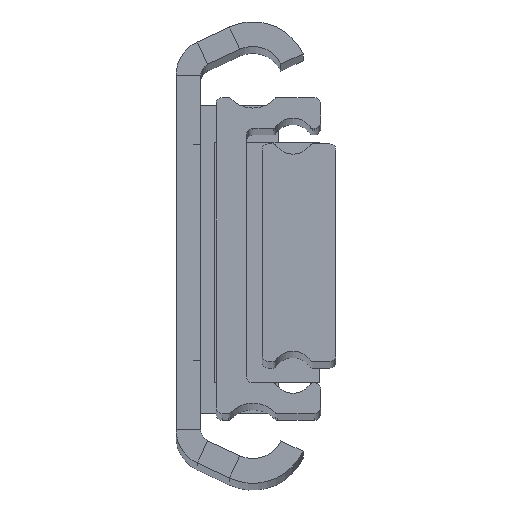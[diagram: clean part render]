
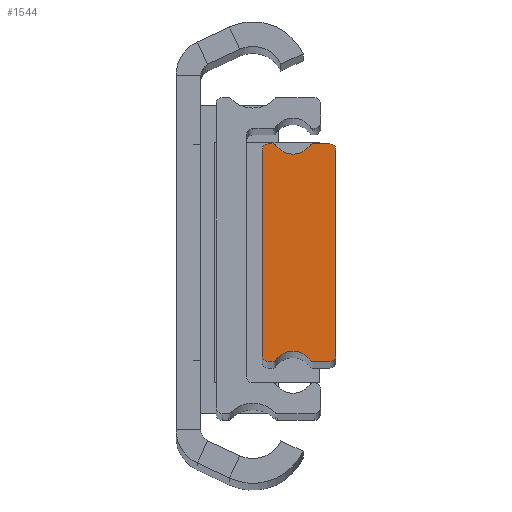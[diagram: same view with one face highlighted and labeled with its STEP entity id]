
A CAD part, top view. The second image highlights one B-rep face of the part: STEP entity #1544.
In plain terms, the highlighted planar face has unit normal (0, 0, 1).
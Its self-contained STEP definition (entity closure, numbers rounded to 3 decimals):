
#1 = DIRECTION ( 'NONE',  ( -1., 0., 0. ) ) ;
#132 = ORIENTED_EDGE ( 'NONE', *, *, #4838, .T. ) ;
#202 = CIRCLE ( 'NONE', #5123, 0.5 ) ;
#218 = DIRECTION ( 'NONE',  ( 0., 0., 1. ) ) ;
#286 = VECTOR ( 'NONE', #3223, 1000. ) ;
#323 = CARTESIAN_POINT ( 'NONE',  ( -12., 16.688, 0. ) ) ;
#324 = CARTESIAN_POINT ( 'NONE',  ( -4.208, 17.473, 0. ) ) ;
#372 = EDGE_CURVE ( 'NONE', #907, #2457, #1158, .T. ) ;
#390 = VECTOR ( 'NONE', #1104, 1000. ) ;
#396 = DIRECTION ( 'NONE',  ( 1., 0., 0. ) ) ;
#428 = DIRECTION ( 'NONE',  ( 0., 0., -1. ) ) ;
#434 = VECTOR ( 'NONE', #3133, 1000. ) ;
#439 = DIRECTION ( 'NONE',  ( 0., 0., 1. ) ) ;
#451 = DIRECTION ( 'NONE',  ( 0., 0., 1. ) ) ;
#582 = CARTESIAN_POINT ( 'NONE',  ( -1., 16.688, 0. ) ) ;
#609 = CIRCLE ( 'NONE', #2390, 1. ) ;
#654 = CARTESIAN_POINT ( 'NONE',  ( -3.797, -17.188, 0. ) ) ;
#704 = ORIENTED_EDGE ( 'NONE', *, *, #3432, .T. ) ;
#747 = CARTESIAN_POINT ( 'NONE',  ( -3.797, -17.688, 0. ) ) ;
#765 = CARTESIAN_POINT ( 'NONE',  ( -1., -16.688, 0. ) ) ;
#777 = CIRCLE ( 'NONE', #1471, 1. ) ;
#872 = VECTOR ( 'NONE', #2493, 1000. ) ;
#907 = VERTEX_POINT ( 'NONE', #4926 ) ;
#932 = AXIS2_PLACEMENT_3D ( 'NONE', #654, #4269, #2244 ) ;
#990 = DIRECTION ( 'NONE',  ( 1., 0., 0. ) ) ;
#1003 = CARTESIAN_POINT ( 'NONE',  ( 0., -16.688, 0. ) ) ;
#1032 = ORIENTED_EDGE ( 'NONE', *, *, #1804, .T. ) ;
#1093 = CARTESIAN_POINT ( 'NONE',  ( -12., -16.687, 0. ) ) ;
#1104 = DIRECTION ( 'NONE',  ( -1., 0., 0. ) ) ;
#1129 = CARTESIAN_POINT ( 'NONE',  ( -10.203, -17.688, 0. ) ) ;
#1158 = LINE ( 'NONE', #5216, #390 ) ;
#1174 = DIRECTION ( 'NONE',  ( 0., 0., 1. ) ) ;
#1191 = AXIS2_PLACEMENT_3D ( 'NONE', #2488, #439, #2144 ) ;
#1267 = LINE ( 'NONE', #3353, #872 ) ;
#1333 = CARTESIAN_POINT ( 'NONE',  ( -3.797, -17.688, 0. ) ) ;
#1363 = CARTESIAN_POINT ( 'NONE',  ( -3.797, 17.688, 0. ) ) ;
#1447 = DIRECTION ( 'NONE',  ( 1., 0., 0. ) ) ;
#1471 = AXIS2_PLACEMENT_3D ( 'NONE', #2916, #4054, #2937 ) ;
#1519 = EDGE_CURVE ( 'NONE', #2826, #5089, #3933, .T. ) ;
#1544 = ADVANCED_FACE ( 'NONE', ( #2859 ), #5231, .T. ) ;
#1546 = AXIS2_PLACEMENT_3D ( 'NONE', #3190, #1174, #3632 ) ;
#1572 = ORIENTED_EDGE ( 'NONE', *, *, #2394, .T. ) ;
#1600 = VERTEX_POINT ( 'NONE', #4856 ) ;
#1691 = EDGE_CURVE ( 'NONE', #1869, #3019, #202, .T. ) ;
#1762 = DIRECTION ( 'NONE',  ( 0., 0., 1. ) ) ;
#1804 = EDGE_CURVE ( 'NONE', #1895, #2344, #3673, .T. ) ;
#1869 = VERTEX_POINT ( 'NONE', #1129 ) ;
#1895 = VERTEX_POINT ( 'NONE', #323 ) ;
#1910 = CARTESIAN_POINT ( 'NONE',  ( 0., -16.688, 0. ) ) ;
#1939 = EDGE_CURVE ( 'NONE', #3019, #2685, #3841, .T. ) ;
#1952 = CARTESIAN_POINT ( 'NONE',  ( -7., 19.412, 0. ) ) ;
#1959 = CIRCLE ( 'NONE', #932, 0.5 ) ;
#1974 = CIRCLE ( 'NONE', #4783, 0.5 ) ;
#2144 = DIRECTION ( 'NONE',  ( 1., 0., 0. ) ) ;
#2155 = ORIENTED_EDGE ( 'NONE', *, *, #5092, .T. ) ;
#2221 = AXIS2_PLACEMENT_3D ( 'NONE', #582, #218, #990 ) ;
#2244 = DIRECTION ( 'NONE',  ( 1., 0., 0. ) ) ;
#2326 = CIRCLE ( 'NONE', #4198, 3.4 ) ;
#2344 = VERTEX_POINT ( 'NONE', #1093 ) ;
#2390 = AXIS2_PLACEMENT_3D ( 'NONE', #765, #451, #396 ) ;
#2394 = EDGE_CURVE ( 'NONE', #3281, #4541, #2326, .T. ) ;
#2420 = LINE ( 'NONE', #3217, #4845 ) ;
#2423 = CARTESIAN_POINT ( 'NONE',  ( -1., -17.688, 0. ) ) ;
#2457 = VERTEX_POINT ( 'NONE', #3604 ) ;
#2488 = CARTESIAN_POINT ( 'NONE',  ( -3.797, 17.188, 0. ) ) ;
#2493 = DIRECTION ( 'NONE',  ( 1., 0., 0. ) ) ;
#2536 = DIRECTION ( 'NONE',  ( 0., 0., 1. ) ) ;
#2671 = VERTEX_POINT ( 'NONE', #1363 ) ;
#2682 = DIRECTION ( 'NONE',  ( 0., 0., -1. ) ) ;
#2685 = VERTEX_POINT ( 'NONE', #4109 ) ;
#2746 = CARTESIAN_POINT ( 'NONE',  ( -11., -16.687, 0. ) ) ;
#2826 = VERTEX_POINT ( 'NONE', #1003 ) ;
#2831 = DIRECTION ( 'NONE',  ( 1., 0., 0. ) ) ;
#2859 = FACE_OUTER_BOUND ( 'NONE', #3669, .T. ) ;
#2884 = VERTEX_POINT ( 'NONE', #2423 ) ;
#2916 = CARTESIAN_POINT ( 'NONE',  ( -11., 16.687, 0. ) ) ;
#2918 = AXIS2_PLACEMENT_3D ( 'NONE', #4364, #2682, #5180 ) ;
#2937 = DIRECTION ( 'NONE',  ( 1., 0., 0. ) ) ;
#3019 = VERTEX_POINT ( 'NONE', #3278 ) ;
#3133 = DIRECTION ( 'NONE',  ( 0., 1., 0. ) ) ;
#3176 = ORIENTED_EDGE ( 'NONE', *, *, #372, .T. ) ;
#3190 = CARTESIAN_POINT ( 'NONE',  ( -11., 16.687, 0. ) ) ;
#3217 = CARTESIAN_POINT ( 'NONE',  ( -1., 17.688, 0. ) ) ;
#3223 = DIRECTION ( 'NONE',  ( 0., -1., 0. ) ) ;
#3278 = CARTESIAN_POINT ( 'NONE',  ( -9.792, -17.473, 0. ) ) ;
#3281 = VERTEX_POINT ( 'NONE', #324 ) ;
#3299 = ORIENTED_EDGE ( 'NONE', *, *, #4575, .T. ) ;
#3315 = CARTESIAN_POINT ( 'NONE',  ( -9.792, 17.473, 0. ) ) ;
#3353 = CARTESIAN_POINT ( 'NONE',  ( -11., -17.687, 0. ) ) ;
#3432 = EDGE_CURVE ( 'NONE', #2884, #2826, #609, .T. ) ;
#3446 = CARTESIAN_POINT ( 'NONE',  ( -11., -17.687, 0. ) ) ;
#3570 = DIRECTION ( 'NONE',  ( 1., 0., 0. ) ) ;
#3592 = VECTOR ( 'NONE', #3570, 1000. ) ;
#3604 = CARTESIAN_POINT ( 'NONE',  ( -11., 17.688, 0. ) ) ;
#3617 = VERTEX_POINT ( 'NONE', #1333 ) ;
#3624 = ORIENTED_EDGE ( 'NONE', *, *, #5181, .T. ) ;
#3632 = DIRECTION ( 'NONE',  ( 1., 0., 0. ) ) ;
#3669 = EDGE_LOOP ( 'NONE', ( #132, #1032, #3843, #3624, #4341, #4521, #4329, #2155, #704, #3975, #3299, #5074, #3734, #1572, #5019, #3176 ) ) ;
#3673 = LINE ( 'NONE', #4921, #286 ) ;
#3734 = ORIENTED_EDGE ( 'NONE', *, *, #4499, .T. ) ;
#3742 = CIRCLE ( 'NONE', #1191, 0.5 ) ;
#3785 = DIRECTION ( 'NONE',  ( 1., 0., 0. ) ) ;
#3841 = CIRCLE ( 'NONE', #2918, 3.4 ) ;
#3843 = ORIENTED_EDGE ( 'NONE', *, *, #4346, .T. ) ;
#3933 = LINE ( 'NONE', #1910, #434 ) ;
#3975 = ORIENTED_EDGE ( 'NONE', *, *, #1519, .T. ) ;
#3984 = EDGE_CURVE ( 'NONE', #2685, #3617, #1959, .T. ) ;
#4006 = CIRCLE ( 'NONE', #2221, 1. ) ;
#4054 = DIRECTION ( 'NONE',  ( 0., 0., 1. ) ) ;
#4109 = CARTESIAN_POINT ( 'NONE',  ( -4.208, -17.473, 0. ) ) ;
#4169 = AXIS2_PLACEMENT_3D ( 'NONE', #2746, #5217, #4371 ) ;
#4198 = AXIS2_PLACEMENT_3D ( 'NONE', #1952, #428, #2831 ) ;
#4268 = CARTESIAN_POINT ( 'NONE',  ( -10.203, 17.188, 0. ) ) ;
#4269 = DIRECTION ( 'NONE',  ( 0., 0., 1. ) ) ;
#4284 = EDGE_CURVE ( 'NONE', #1600, #2671, #2420, .T. ) ;
#4329 = ORIENTED_EDGE ( 'NONE', *, *, #3984, .T. ) ;
#4341 = ORIENTED_EDGE ( 'NONE', *, *, #1691, .T. ) ;
#4346 = EDGE_CURVE ( 'NONE', #2344, #4583, #5193, .T. ) ;
#4364 = CARTESIAN_POINT ( 'NONE',  ( -7., -19.412, 0. ) ) ;
#4371 = DIRECTION ( 'NONE',  ( 1., 0., 0. ) ) ;
#4499 = EDGE_CURVE ( 'NONE', #2671, #3281, #3742, .T. ) ;
#4521 = ORIENTED_EDGE ( 'NONE', *, *, #1939, .T. ) ;
#4541 = VERTEX_POINT ( 'NONE', #3315 ) ;
#4542 = CARTESIAN_POINT ( 'NONE',  ( -10.203, -17.188, 0. ) ) ;
#4575 = EDGE_CURVE ( 'NONE', #5089, #1600, #4006, .T. ) ;
#4583 = VERTEX_POINT ( 'NONE', #3446 ) ;
#4723 = CARTESIAN_POINT ( 'NONE',  ( 0., 16.688, 0. ) ) ;
#4783 = AXIS2_PLACEMENT_3D ( 'NONE', #4268, #1762, #1447 ) ;
#4838 = EDGE_CURVE ( 'NONE', #2457, #1895, #777, .T. ) ;
#4845 = VECTOR ( 'NONE', #1, 1000. ) ;
#4856 = CARTESIAN_POINT ( 'NONE',  ( -1., 17.688, 0. ) ) ;
#4921 = CARTESIAN_POINT ( 'NONE',  ( -12., 16.688, 0. ) ) ;
#4926 = CARTESIAN_POINT ( 'NONE',  ( -10.203, 17.688, 0. ) ) ;
#4975 = EDGE_CURVE ( 'NONE', #4541, #907, #1974, .T. ) ;
#5019 = ORIENTED_EDGE ( 'NONE', *, *, #4975, .T. ) ;
#5074 = ORIENTED_EDGE ( 'NONE', *, *, #4284, .T. ) ;
#5089 = VERTEX_POINT ( 'NONE', #4723 ) ;
#5092 = EDGE_CURVE ( 'NONE', #3617, #2884, #5148, .T. ) ;
#5123 = AXIS2_PLACEMENT_3D ( 'NONE', #4542, #2536, #3785 ) ;
#5148 = LINE ( 'NONE', #747, #3592 ) ;
#5180 = DIRECTION ( 'NONE',  ( 1., 0., 0. ) ) ;
#5181 = EDGE_CURVE ( 'NONE', #4583, #1869, #1267, .T. ) ;
#5193 = CIRCLE ( 'NONE', #4169, 1. ) ;
#5216 = CARTESIAN_POINT ( 'NONE',  ( -10.203, 17.688, 0. ) ) ;
#5217 = DIRECTION ( 'NONE',  ( 0., 0., 1. ) ) ;
#5231 = PLANE ( 'NONE',  #1546 ) ;
